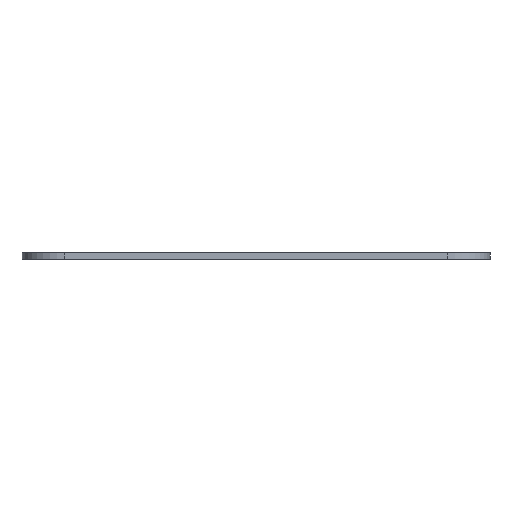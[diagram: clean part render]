
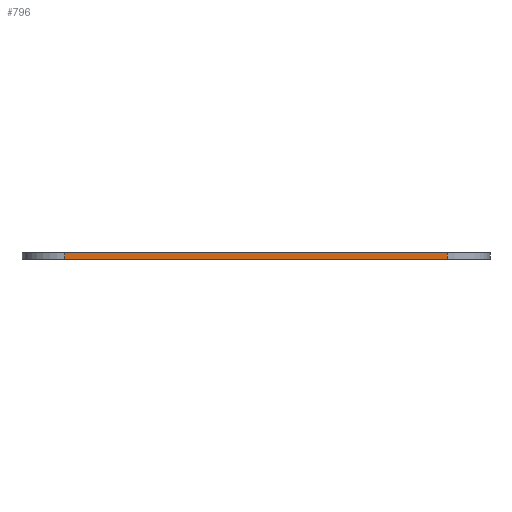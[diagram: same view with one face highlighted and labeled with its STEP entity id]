
A CAD part, front view. The second image highlights one B-rep face of the part: STEP entity #796.
In plain terms, the highlighted planar face has unit normal (0, -1, 0).
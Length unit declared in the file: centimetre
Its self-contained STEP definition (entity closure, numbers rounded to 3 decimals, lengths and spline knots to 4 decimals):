
#96=FACE_OUTER_BOUND('',#148,.T.);
#148=EDGE_LOOP('',(#697,#698,#699,#700));
#165=LINE('',#1115,#237);
#234=LINE('',#1320,#306);
#235=LINE('',#1323,#307);
#236=LINE('',#1324,#308);
#237=VECTOR('',#893,1.);
#306=VECTOR('',#1098,1.);
#307=VECTOR('',#1101,1.);
#308=VECTOR('',#1102,1.);
#346=VERTEX_POINT('',#1112);
#347=VERTEX_POINT('',#1114);
#415=VERTEX_POINT('',#1318);
#416=VERTEX_POINT('',#1322);
#418=EDGE_CURVE('',#346,#347,#165,.T.);
#521=EDGE_CURVE('',#415,#347,#234,.T.);
#522=EDGE_CURVE('',#415,#416,#235,.T.);
#523=EDGE_CURVE('',#416,#346,#236,.T.);
#697=ORIENTED_EDGE('',*,*,#522,.F.);
#698=ORIENTED_EDGE('',*,*,#521,.T.);
#699=ORIENTED_EDGE('',*,*,#418,.F.);
#700=ORIENTED_EDGE('',*,*,#523,.F.);
#759=PLANE('',#883);
#796=ADVANCED_FACE('',(#96),#759,.T.);
#883=AXIS2_PLACEMENT_3D('',#1321,#1099,#1100);
#893=DIRECTION('',(1.,0.,0.));
#1098=DIRECTION('',(0.,0.,1.));
#1099=DIRECTION('center_axis',(0.,-1.,0.));
#1100=DIRECTION('ref_axis',(1.,0.,0.));
#1101=DIRECTION('',(-1.,0.,0.));
#1102=DIRECTION('',(0.,0.,1.));
#1112=CARTESIAN_POINT('',(2.,0.,0.32));
#1114=CARTESIAN_POINT('',(20.,0.,0.32));
#1115=CARTESIAN_POINT('',(20.,0.,0.32));
#1318=CARTESIAN_POINT('',(20.,0.,0.));
#1320=CARTESIAN_POINT('',(20.,0.,0.));
#1321=CARTESIAN_POINT('Origin',(2.,0.,0.));
#1322=CARTESIAN_POINT('',(2.,0.,0.));
#1323=CARTESIAN_POINT('',(20.,0.,0.));
#1324=CARTESIAN_POINT('',(2.,0.,0.));
